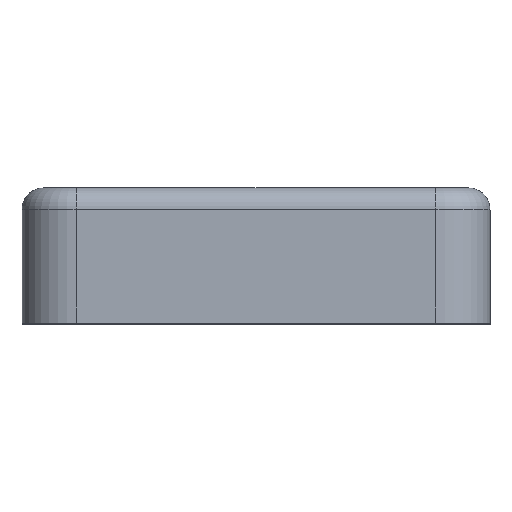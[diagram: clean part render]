
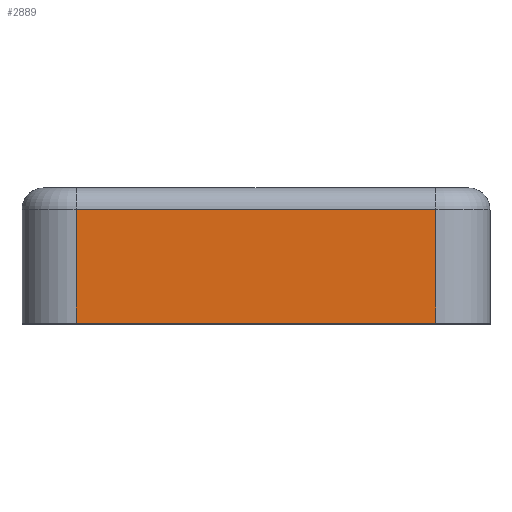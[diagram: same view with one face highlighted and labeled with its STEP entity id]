
A CAD part, top view. The second image highlights one B-rep face of the part: STEP entity #2889.
In plain terms, the highlighted planar face has unit normal (0, 0, 1).
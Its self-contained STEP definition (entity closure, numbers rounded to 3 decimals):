
#26 = ORIENTED_EDGE ( 'NONE', *, *, #430, .T. ) ;
#84 = ORIENTED_EDGE ( 'NONE', *, *, #1444, .F. ) ;
#131 = LINE ( 'NONE', #608, #1871 ) ;
#199 = EDGE_LOOP ( 'NONE', ( #26, #1372, #84, #499 ) ) ;
#278 = CARTESIAN_POINT ( 'NONE',  ( 6.65, 0., 11.15 ) ) ;
#342 = VERTEX_POINT ( 'NONE', #1551 ) ;
#430 = EDGE_CURVE ( 'NONE', #1836, #342, #2542, .T. ) ;
#480 = CARTESIAN_POINT ( 'NONE',  ( 6.65, -0.8, 11.15 ) ) ;
#499 = ORIENTED_EDGE ( 'NONE', *, *, #2665, .T. ) ;
#550 = CARTESIAN_POINT ( 'NONE',  ( -6.65, -0.8, 11.15 ) ) ;
#608 = CARTESIAN_POINT ( 'NONE',  ( -6.65, 0., 11.15 ) ) ;
#694 = DIRECTION ( 'NONE',  ( 1., 0., 0. ) ) ;
#744 = VECTOR ( 'NONE', #2056, 1000. ) ;
#892 = DIRECTION ( 'NONE',  ( 1., 0., 0. ) ) ;
#916 = CARTESIAN_POINT ( 'NONE',  ( -6.65, 0., 11.15 ) ) ;
#1347 = FACE_OUTER_BOUND ( 'NONE', #199, .T. ) ;
#1366 = PLANE ( 'NONE',  #1868 ) ;
#1372 = ORIENTED_EDGE ( 'NONE', *, *, #2292, .F. ) ;
#1444 = EDGE_CURVE ( 'NONE', #2377, #2904, #2788, .T. ) ;
#1551 = CARTESIAN_POINT ( 'NONE',  ( 6.65, -5., 11.15 ) ) ;
#1667 = CARTESIAN_POINT ( 'NONE',  ( -6.65, -5., 11.15 ) ) ;
#1836 = VERTEX_POINT ( 'NONE', #1862 ) ;
#1862 = CARTESIAN_POINT ( 'NONE',  ( -6.65, -5., 11.15 ) ) ;
#1868 = AXIS2_PLACEMENT_3D ( 'NONE', #916, #2757, #892 ) ;
#1871 = VECTOR ( 'NONE', #2201, 1000. ) ;
#1878 = VECTOR ( 'NONE', #694, 1000. ) ;
#2056 = DIRECTION ( 'NONE',  ( 0., -1., 0. ) ) ;
#2201 = DIRECTION ( 'NONE',  ( 0., -1., 0. ) ) ;
#2292 = EDGE_CURVE ( 'NONE', #2904, #342, #2886, .T. ) ;
#2359 = DIRECTION ( 'NONE',  ( 1., 0., 0. ) ) ;
#2377 = VERTEX_POINT ( 'NONE', #550 ) ;
#2465 = CARTESIAN_POINT ( 'NONE',  ( -6.65, -0.8, 11.15 ) ) ;
#2542 = LINE ( 'NONE', #1667, #2611 ) ;
#2611 = VECTOR ( 'NONE', #2359, 1000. ) ;
#2665 = EDGE_CURVE ( 'NONE', #2377, #1836, #131, .T. ) ;
#2757 = DIRECTION ( 'NONE',  ( 0., 0., 1. ) ) ;
#2788 = LINE ( 'NONE', #2465, #1878 ) ;
#2886 = LINE ( 'NONE', #278, #744 ) ;
#2889 = ADVANCED_FACE ( 'NONE', ( #1347 ), #1366, .T. ) ;
#2904 = VERTEX_POINT ( 'NONE', #480 ) ;
